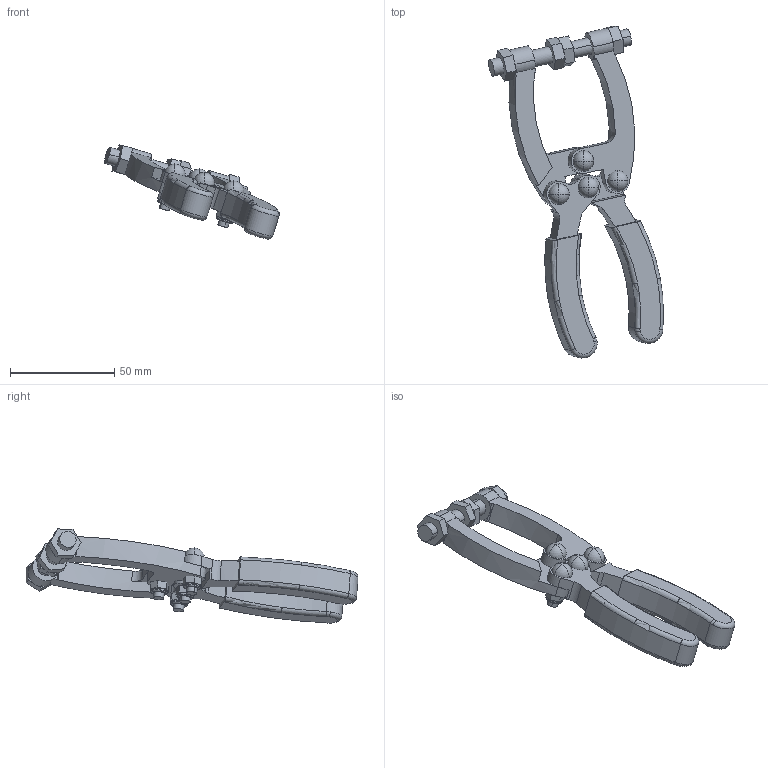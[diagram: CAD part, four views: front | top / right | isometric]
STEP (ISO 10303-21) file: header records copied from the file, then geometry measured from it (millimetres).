
FILE_DESCRIPTION(('CATIA V5 STEP Exchange'),'2;1');
FILE_NAME('SPANNZANGE_TS_G_150_JW30_357908.stp','2018-08-16T12:05:01+00:00',('none'),('none'),'CATIA Version 5 Release 19 SP 9 (IN-10)','CATIA V5 STEP AP214','none');
FILE_SCHEMA(('AUTOMOTIVE_DESIGN { 1 0 10303 214 1 1 1 1 }'));
Length unit declared in the file: millimetre
Products named in the file (1): SPANNZANGE_TS_G_150_JW30_357908
Bounding box: 83.81 x 159.09 x 45.12 mm (x, y, z)
Volume: 52014.7 mm3; surface area: 21411.9 mm2
Topology: 2 solids, 2 shells, 352 faces, 1065 edges, 672 vertices
Faces by surface type: plane 162, cylinder 70, torus 56, bspline 48, sphere 16
Entity records: 12799 total; most frequent: CARTESIAN_POINT 4315, ORIENTED_EDGE 2002, DIRECTION 1308, EDGE_CURVE 1001, VERTEX_POINT 672, AXIS2_PLACEMENT_3D 593, VECTOR 441, LINE 441
